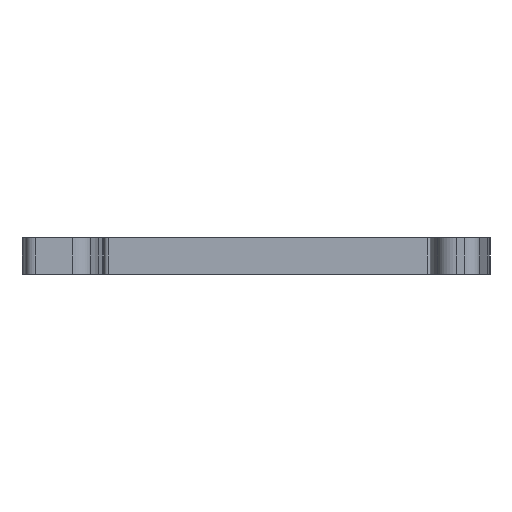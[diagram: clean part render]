
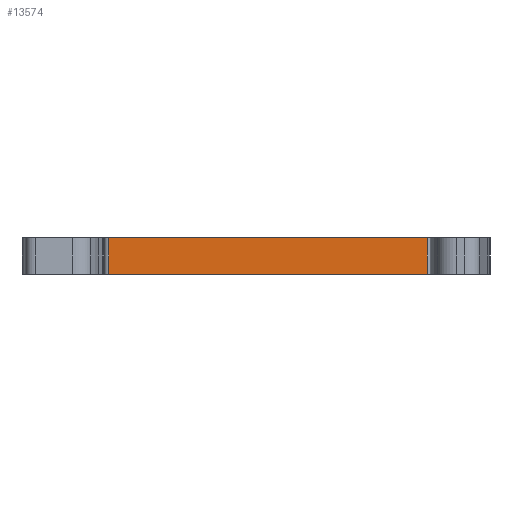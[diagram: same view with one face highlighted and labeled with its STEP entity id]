
A CAD part, front view. The second image highlights one B-rep face of the part: STEP entity #13574.
In plain terms, the highlighted planar face has unit normal (0, -1, 0).
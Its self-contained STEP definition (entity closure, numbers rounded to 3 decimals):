
#287=DIRECTION('',(1.,0.,0.));
#288=VECTOR('',#287,30.895);
#289=CARTESIAN_POINT('',(-13.812,0.,0.));
#290=LINE('',#289,#288);
#1627=DIRECTION('',(1.,0.,0.));
#1628=VECTOR('',#1627,30.895);
#1629=CARTESIAN_POINT('',(-13.812,0.,-3.5));
#1630=LINE('',#1629,#1628);
#4489=DIRECTION('',(0.,0.,-1.));
#4490=VECTOR('',#4489,3.5);
#4491=CARTESIAN_POINT('',(-13.812,0.,0.));
#4492=LINE('',#4491,#4490);
#4493=DIRECTION('',(0.,0.,-1.));
#4494=VECTOR('',#4493,3.5);
#4495=CARTESIAN_POINT('',(17.083,0.,0.));
#4496=LINE('',#4495,#4494);
#6303=CARTESIAN_POINT('',(-13.812,0.,0.));
#6304=VERTEX_POINT('',#6303);
#6305=CARTESIAN_POINT('',(17.083,0.,0.));
#6306=VERTEX_POINT('',#6305);
#6587=CARTESIAN_POINT('',(-13.812,0.,-3.5));
#6588=VERTEX_POINT('',#6587);
#6589=CARTESIAN_POINT('',(17.083,0.,-3.5));
#6590=VERTEX_POINT('',#6589);
#13562=CARTESIAN_POINT('',(-13.812,0.,0.));
#13563=DIRECTION('',(0.,-1.,0.));
#13564=DIRECTION('',(1.,0.,0.));
#13565=AXIS2_PLACEMENT_3D('',#13562,#13563,#13564);
#13566=PLANE('',#13565);
#13567=ORIENTED_EDGE('',*,*,#7978,.T.);
#13569=ORIENTED_EDGE('',*,*,#13568,.T.);
#13570=ORIENTED_EDGE('',*,*,#9225,.F.);
#13571=ORIENTED_EDGE('',*,*,#13555,.F.);
#13572=EDGE_LOOP('',(#13567,#13569,#13570,#13571));
#13573=FACE_OUTER_BOUND('',#13572,.F.);
#13574=ADVANCED_FACE('',(#13573),#13566,.T.);
#7978=EDGE_CURVE('',#6304,#6306,#290,.T.);
#9225=EDGE_CURVE('',#6588,#6590,#1630,.T.);
#13555=EDGE_CURVE('',#6304,#6588,#4492,.T.);
#13568=EDGE_CURVE('',#6306,#6590,#4496,.T.);
